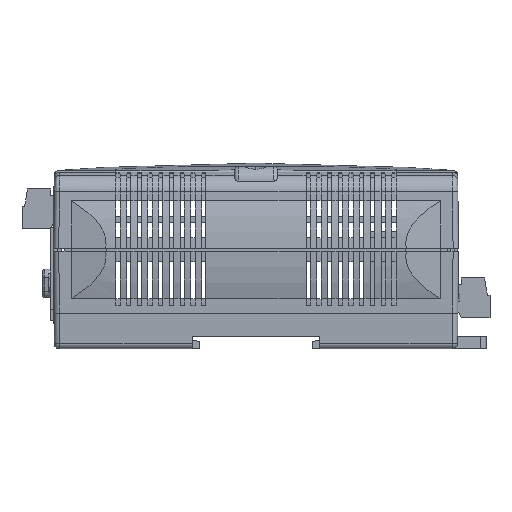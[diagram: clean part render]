
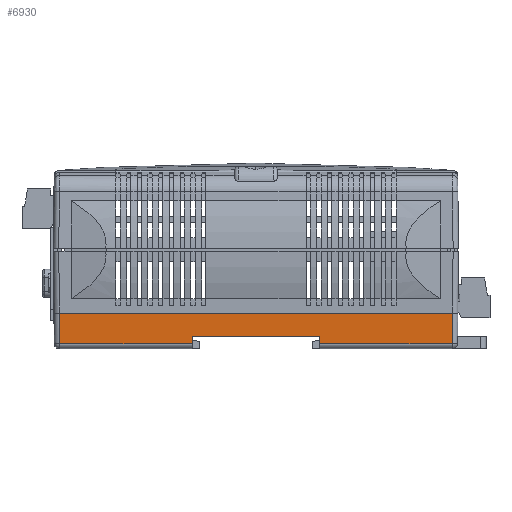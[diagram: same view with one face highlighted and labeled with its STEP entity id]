
A CAD part, left-side view. The second image highlights one B-rep face of the part: STEP entity #6930.
In plain terms, the highlighted planar face has unit normal (-0.999, 0, -0.035).
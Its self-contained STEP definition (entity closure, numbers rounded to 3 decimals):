
#555 = CARTESIAN_POINT ( 'NONE',  ( -42.88, -54.63, -17.75 ) ) ;
#6930 = ADVANCED_FACE ( 'NONE', ( #92908 ), #90235, .F. ) ;
#9482 = CARTESIAN_POINT ( 'NONE',  ( -42.582, 55.01, -26.302 ) ) ;
#11628 = VERTEX_POINT ( 'NONE', #69663 ) ;
#11712 = EDGE_CURVE ( 'NONE', #21125, #51986, #66112, .T. ) ;
#15653 = ORIENTED_EDGE ( 'NONE', *, *, #11712, .F. ) ;
#19337 = ORIENTED_EDGE ( 'NONE', *, *, #79854, .T. ) ;
#21125 = VERTEX_POINT ( 'NONE', #21974 ) ;
#21974 = CARTESIAN_POINT ( 'NONE',  ( -42.653, -17.8, -24.25 ) ) ;
#23187 = DIRECTION ( 'NONE',  ( 0.035, 0., -0.999 ) ) ;
#24001 = ORIENTED_EDGE ( 'NONE', *, *, #129860, .T. ) ;
#30111 = DIRECTION ( 'NONE',  ( 0., -1., 0. ) ) ;
#30959 = EDGE_LOOP ( 'NONE', ( #24001, #19337, #107730, #15653, #114470, #124297, #111137, #98334 ) ) ;
#32325 = CARTESIAN_POINT ( 'NONE',  ( -42.88, 17.8, -17.75 ) ) ;
#35827 = EDGE_CURVE ( 'NONE', #68026, #51986, #129236, .T. ) ;
#38474 = EDGE_CURVE ( 'NONE', #140926, #43418, #98296, .T. ) ;
#40335 = LINE ( 'NONE', #149076, #174486 ) ;
#43418 = VERTEX_POINT ( 'NONE', #147504 ) ;
#44428 = EDGE_CURVE ( 'NONE', #152224, #21125, #159342, .T. ) ;
#45655 = AXIS2_PLACEMENT_3D ( 'NONE', #52144, #65741, #23187 ) ;
#48515 = VECTOR ( 'NONE', #85607, 1000. ) ;
#51897 = DIRECTION ( 'NONE',  ( 0.035, -0.009, -0.999 ) ) ;
#51986 = VERTEX_POINT ( 'NONE', #75749 ) ;
#52144 = CARTESIAN_POINT ( 'NONE',  ( -42.88, -27.315, -17.75 ) ) ;
#52950 = VECTOR ( 'NONE', #95063, 1000. ) ;
#59898 = VECTOR ( 'NONE', #51897, 1000. ) ;
#63303 = DIRECTION ( 'NONE',  ( -0.035, 0., 0.999 ) ) ;
#65741 = DIRECTION ( 'NONE',  ( 0.999, 0., 0.035 ) ) ;
#66112 = LINE ( 'NONE', #176637, #52950 ) ;
#68026 = VERTEX_POINT ( 'NONE', #88334 ) ;
#69663 = CARTESIAN_POINT ( 'NONE',  ( -42.582, -55.01, -26.302 ) ) ;
#75749 = CARTESIAN_POINT ( 'NONE',  ( -42.653, 17.8, -24.25 ) ) ;
#79028 = CARTESIAN_POINT ( 'NONE',  ( -42.582, -17.8, -26.302 ) ) ;
#79854 = EDGE_CURVE ( 'NONE', #96735, #68026, #117638, .T. ) ;
#80402 = EDGE_CURVE ( 'NONE', #11628, #140926, #40335, .T. ) ;
#85607 = DIRECTION ( 'NONE',  ( 0., 1., 0. ) ) ;
#88334 = CARTESIAN_POINT ( 'NONE',  ( -42.582, 17.8, -26.302 ) ) ;
#90235 = PLANE ( 'NONE',  #45655 ) ;
#92164 = VECTOR ( 'NONE', #30111, 1000. ) ;
#92908 = FACE_OUTER_BOUND ( 'NONE', #30959, .T. ) ;
#93000 = CARTESIAN_POINT ( 'NONE',  ( -42.88, -55.085, -17.75 ) ) ;
#95063 = DIRECTION ( 'NONE',  ( 0., 1., 0. ) ) ;
#95559 = DIRECTION ( 'NONE',  ( -0.035, -0.009, 0.999 ) ) ;
#96735 = VERTEX_POINT ( 'NONE', #9482 ) ;
#98296 = LINE ( 'NONE', #555, #48515 ) ;
#98334 = ORIENTED_EDGE ( 'NONE', *, *, #38474, .T. ) ;
#98906 = LINE ( 'NONE', #154216, #92164 ) ;
#107730 = ORIENTED_EDGE ( 'NONE', *, *, #35827, .T. ) ;
#111137 = ORIENTED_EDGE ( 'NONE', *, *, #80402, .T. ) ;
#114470 = ORIENTED_EDGE ( 'NONE', *, *, #44428, .F. ) ;
#117440 = DIRECTION ( 'NONE',  ( -0.035, 0., 0.999 ) ) ;
#117638 = LINE ( 'NONE', #145722, #171498 ) ;
#124297 = ORIENTED_EDGE ( 'NONE', *, *, #160676, .T. ) ;
#129236 = LINE ( 'NONE', #32325, #150925 ) ;
#129860 = EDGE_CURVE ( 'NONE', #43418, #96735, #163324, .T. ) ;
#130319 = DIRECTION ( 'NONE',  ( 0., -1., 0. ) ) ;
#140926 = VERTEX_POINT ( 'NONE', #93000 ) ;
#145722 = CARTESIAN_POINT ( 'NONE',  ( -42.582, -27.315, -26.302 ) ) ;
#146638 = CARTESIAN_POINT ( 'NONE',  ( -42.88, -17.8, -17.75 ) ) ;
#147504 = CARTESIAN_POINT ( 'NONE',  ( -42.88, 55.085, -17.75 ) ) ;
#147940 = CARTESIAN_POINT ( 'NONE',  ( -42.855, 55.079, -18.468 ) ) ;
#149076 = CARTESIAN_POINT ( 'NONE',  ( -42.872, -55.083, -17.992 ) ) ;
#150925 = VECTOR ( 'NONE', #117440, 1000. ) ;
#152224 = VERTEX_POINT ( 'NONE', #79028 ) ;
#154216 = CARTESIAN_POINT ( 'NONE',  ( -42.582, -27.315, -26.302 ) ) ;
#159123 = VECTOR ( 'NONE', #63303, 1000. ) ;
#159342 = LINE ( 'NONE', #146638, #159123 ) ;
#160676 = EDGE_CURVE ( 'NONE', #152224, #11628, #98906, .T. ) ;
#163324 = LINE ( 'NONE', #147940, #59898 ) ;
#171498 = VECTOR ( 'NONE', #130319, 1000. ) ;
#174486 = VECTOR ( 'NONE', #95559, 1000. ) ;
#176637 = CARTESIAN_POINT ( 'NONE',  ( -42.653, -27.315, -24.25 ) ) ;
